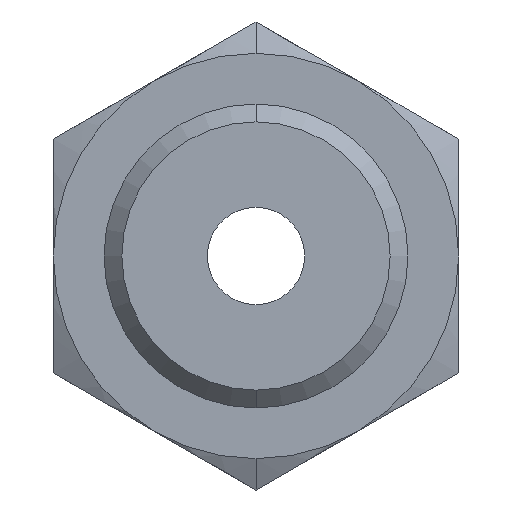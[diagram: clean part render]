
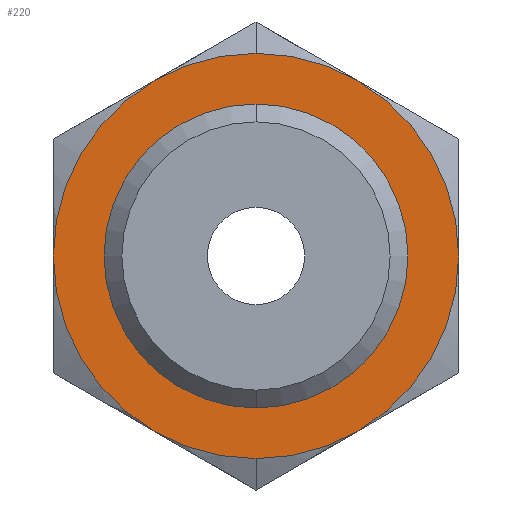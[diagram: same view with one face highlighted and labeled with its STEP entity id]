
A CAD part, left-side view. The second image highlights one B-rep face of the part: STEP entity #220.
In plain terms, the highlighted planar face has unit normal (-1, 0, 0).
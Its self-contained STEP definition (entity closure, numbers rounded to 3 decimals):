
#92=CARTESIAN_POINT('POINT7',(11.938,0.,6.096));
#93=VERTEX_POINT('VERTEX7',#92);
#100=CARTESIAN_POINT('POINT8',(11.938,0.,
   -6.096));
#101=VERTEX_POINT('VERTEX8',#100);
#102=CARTESIAN_POINT('POS11',(11.938,0.,
   0.));
#103=DIRECTION('DIR16',(1.,0.,0.));
#104=DIRECTION('DIR17',(0.,0.,1.));
#105=AXIS2_PLACEMENT_3D('AXIS6',#102,#103,#104);
#106=CIRCLE('ELLIPSE4',#105,6.096);
#107=EDGE_CURVE('EDGE12',#101,#93,#106,.T.);
#127=EDGE_CURVE('EDGE14',#93,#101,#106,.T.);
#172=ORIENTED_EDGE('COEDGE33',*,*,#127,.T.);
#173=ORIENTED_EDGE('COEDGE34',*,*,#107,.T.);
#174=EDGE_LOOP('NONE',(#172,#173));
#175=FACE_BOUND('LOOP1',#174,.T.);
#176=CARTESIAN_POINT('POINT11',(11.938,9.525,
   0.));
#177=VERTEX_POINT('VERTEX11',#176);
#178=CARTESIAN_POINT('POINT12',(11.938,4.763,
   8.249));
#179=VERTEX_POINT('VERTEX12',#178);
#180=CARTESIAN_POINT('POS18',(11.938,0.,0.));
#181=DIRECTION('DIR27',(1.,0.,0.));
#182=DIRECTION('DIR28',(0.,0.,1.));
#183=AXIS2_PLACEMENT_3D('AXIS10',#180,#181,#182);
#184=CIRCLE('ELLIPSE6',#183,9.525);
#185=EDGE_CURVE('EDGE19',#177,#179,#184,.T.);
#186=ORIENTED_EDGE('COEDGE35',*,*,#185,.F.);
#187=CARTESIAN_POINT('POINT13',(11.938,4.763,
   -8.249));
#188=VERTEX_POINT('VERTEX13',#187);
#189=EDGE_CURVE('EDGE20',#188,#177,#184,.T.);
#190=ORIENTED_EDGE('COEDGE36',*,*,#189,.F.);
#191=CARTESIAN_POINT('POINT14',(11.938,0.,
   -9.525));
#192=VERTEX_POINT('VERTEX14',#191);
#193=EDGE_CURVE('EDGE21',#192,#188,#184,.T.);
#194=ORIENTED_EDGE('COEDGE37',*,*,#193,.F.);
#195=CARTESIAN_POINT('POINT15',(11.938,-4.763,
   -8.249));
#196=VERTEX_POINT('VERTEX15',#195);
#197=EDGE_CURVE('EDGE22',#196,#192,#184,.T.);
#198=ORIENTED_EDGE('COEDGE38',*,*,#197,.F.);
#199=CARTESIAN_POINT('POINT16',(11.938,-9.525,
   0.));
#200=VERTEX_POINT('VERTEX16',#199);
#201=EDGE_CURVE('EDGE23',#200,#196,#184,.T.);
#202=ORIENTED_EDGE('COEDGE39',*,*,#201,.F.);
#203=CARTESIAN_POINT('POINT17',(11.938,-4.762,
   8.249));
#204=VERTEX_POINT('VERTEX17',#203);
#205=EDGE_CURVE('EDGE24',#204,#200,#184,.T.);
#206=ORIENTED_EDGE('COEDGE40',*,*,#205,.F.);
#207=CARTESIAN_POINT('POINT18',(11.938,0.,
   9.525));
#208=VERTEX_POINT('VERTEX18',#207);
#209=EDGE_CURVE('EDGE25',#208,#204,#184,.T.);
#210=ORIENTED_EDGE('COEDGE41',*,*,#209,.F.);
#211=EDGE_CURVE('EDGE26',#179,#208,#184,.T.);
#212=ORIENTED_EDGE('COEDGE42',*,*,#211,.F.);
#213=EDGE_LOOP('NONE',(#186,#190,#194,#198,#202,#206,#210,#212));
#214=FACE_BOUND('LOOP1',#213,.T.);
#215=CARTESIAN_POINT('POS19',(11.938,0.,4.763));
#216=DIRECTION('DIR29',(-1.,0.,0.));
#217=DIRECTION('DIR30',(0.,1.,0.));
#218=AXIS2_PLACEMENT_3D('AXIS11',#215,#216,#217);
#219=PLANE('PLANE1',#218);
#220=ADVANCED_FACE('FACE9',(#175,#214),#219,.T.);
